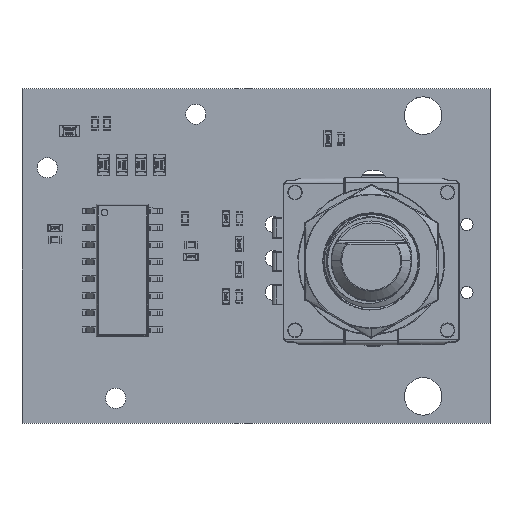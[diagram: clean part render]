
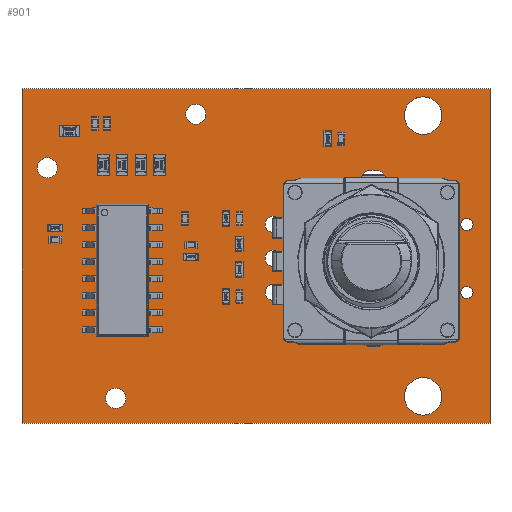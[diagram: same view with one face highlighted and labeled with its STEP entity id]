
A CAD part, top view. The second image highlights one B-rep face of the part: STEP entity #901.
In plain terms, the highlighted planar face has unit normal (0, 0, 1).
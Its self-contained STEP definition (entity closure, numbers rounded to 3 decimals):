
#144 = VERTEX_POINT('',#145);
#145 = CARTESIAN_POINT('',(0.,0.,1.006));
#151 = EDGE_CURVE('',#144,#152,#154,.T.);
#152 = VERTEX_POINT('',#153);
#153 = CARTESIAN_POINT('',(35.,0.,1.006));
#154 = LINE('',#155,#156);
#155 = CARTESIAN_POINT('',(0.,0.,1.006));
#156 = VECTOR('',#157,1.);
#157 = DIRECTION('',(1.,0.,0.));
#182 = EDGE_CURVE('',#152,#183,#185,.T.);
#183 = VERTEX_POINT('',#184);
#184 = CARTESIAN_POINT('',(35.,25.,1.006));
#185 = LINE('',#186,#187);
#186 = CARTESIAN_POINT('',(35.,0.,1.006));
#187 = VECTOR('',#188,1.);
#188 = DIRECTION('',(0.,1.,0.));
#213 = EDGE_CURVE('',#183,#214,#216,.T.);
#214 = VERTEX_POINT('',#215);
#215 = CARTESIAN_POINT('',(0.,25.,1.006));
#216 = LINE('',#217,#218);
#217 = CARTESIAN_POINT('',(35.,25.,1.006));
#218 = VECTOR('',#219,1.);
#219 = DIRECTION('',(-1.,0.,0.));
#244 = EDGE_CURVE('',#214,#144,#245,.T.);
#245 = LINE('',#246,#247);
#246 = CARTESIAN_POINT('',(0.,25.,1.006));
#247 = VECTOR('',#248,1.);
#248 = DIRECTION('',(0.,-1.,0.));
#268 = VERTEX_POINT('',#269);
#269 = CARTESIAN_POINT('',(7.75,1.85,1.006));
#275 = EDGE_CURVE('',#268,#268,#276,.T.);
#276 = CIRCLE('',#277,0.75);
#277 = AXIS2_PLACEMENT_3D('',#278,#279,#280);
#278 = CARTESIAN_POINT('',(7.,1.85,1.006));
#279 = DIRECTION('',(0.,0.,1.));
#280 = DIRECTION('',(1.,0.,0.));
#301 = VERTEX_POINT('',#302);
#302 = CARTESIAN_POINT('',(19.374,9.779,1.006));
#308 = EDGE_CURVE('',#301,#301,#309,.T.);
#309 = CIRCLE('',#310,0.6);
#310 = AXIS2_PLACEMENT_3D('',#311,#312,#313);
#311 = CARTESIAN_POINT('',(18.774,9.779,1.006));
#312 = DIRECTION('',(0.,0.,1.));
#313 = DIRECTION('',(1.,0.,0.));
#334 = VERTEX_POINT('',#335);
#335 = CARTESIAN_POINT('',(19.374,12.319,1.006));
#341 = EDGE_CURVE('',#334,#334,#342,.T.);
#342 = CIRCLE('',#343,0.6);
#343 = AXIS2_PLACEMENT_3D('',#344,#345,#346);
#344 = CARTESIAN_POINT('',(18.774,12.319,1.006));
#345 = DIRECTION('',(0.,0.,1.));
#346 = DIRECTION('',(1.,0.,0.));
#367 = VERTEX_POINT('',#368);
#368 = CARTESIAN_POINT('',(2.65,19.1,1.006));
#374 = EDGE_CURVE('',#367,#367,#375,.T.);
#375 = CIRCLE('',#376,0.75);
#376 = AXIS2_PLACEMENT_3D('',#377,#378,#379);
#377 = CARTESIAN_POINT('',(1.9,19.1,1.006));
#378 = DIRECTION('',(0.,0.,1.));
#379 = DIRECTION('',(1.,0.,0.));
#400 = VERTEX_POINT('',#401);
#401 = CARTESIAN_POINT('',(19.374,14.859,1.006));
#407 = EDGE_CURVE('',#400,#400,#408,.T.);
#408 = CIRCLE('',#409,0.6);
#409 = AXIS2_PLACEMENT_3D('',#410,#411,#412);
#410 = CARTESIAN_POINT('',(18.774,14.859,1.006));
#411 = DIRECTION('',(0.,0.,1.));
#412 = DIRECTION('',(1.,0.,0.));
#433 = VERTEX_POINT('',#434);
#434 = CARTESIAN_POINT('',(13.75,23.1,1.006));
#440 = EDGE_CURVE('',#433,#433,#441,.T.);
#441 = CIRCLE('',#442,0.75);
#442 = AXIS2_PLACEMENT_3D('',#443,#444,#445);
#443 = CARTESIAN_POINT('',(13.,23.1,1.006));
#444 = DIRECTION('',(0.,0.,1.));
#445 = DIRECTION('',(1.,0.,0.));
#466 = VERTEX_POINT('',#467);
#467 = CARTESIAN_POINT('',(26.074,5.719,1.006));
#473 = EDGE_CURVE('',#466,#474,#476,.T.);
#474 = VERTEX_POINT('',#475);
#475 = CARTESIAN_POINT('',(26.474,5.719,1.006));
#476 = LINE('',#477,#478);
#477 = CARTESIAN_POINT('',(26.074,5.719,1.006));
#478 = VECTOR('',#479,1.);
#479 = DIRECTION('',(1.,0.,0.));
#504 = EDGE_CURVE('',#474,#505,#507,.T.);
#505 = VERTEX_POINT('',#506);
#506 = CARTESIAN_POINT('',(26.474,7.519,1.006));
#507 = CIRCLE('',#508,0.9);
#508 = AXIS2_PLACEMENT_3D('',#509,#510,#511);
#509 = CARTESIAN_POINT('',(26.474,6.619,1.006));
#510 = DIRECTION('',(0.,0.,1.));
#511 = DIRECTION('',(0.,-1.,0.));
#537 = EDGE_CURVE('',#505,#538,#540,.T.);
#538 = VERTEX_POINT('',#539);
#539 = CARTESIAN_POINT('',(26.074,7.519,1.006));
#540 = LINE('',#541,#542);
#541 = CARTESIAN_POINT('',(26.474,7.519,1.006));
#542 = VECTOR('',#543,1.);
#543 = DIRECTION('',(-1.,0.,0.));
#568 = EDGE_CURVE('',#538,#466,#569,.T.);
#569 = CIRCLE('',#570,0.9);
#570 = AXIS2_PLACEMENT_3D('',#571,#572,#573);
#571 = CARTESIAN_POINT('',(26.074,6.619,1.006));
#572 = DIRECTION('',(0.,0.,1.));
#573 = DIRECTION('',(0.,1.,0.));
#594 = VERTEX_POINT('',#595);
#595 = CARTESIAN_POINT('',(31.4,2.,1.006));
#601 = EDGE_CURVE('',#594,#594,#602,.T.);
#602 = CIRCLE('',#603,1.4);
#603 = AXIS2_PLACEMENT_3D('',#604,#605,#606);
#604 = CARTESIAN_POINT('',(30.,2.,1.006));
#605 = DIRECTION('',(0.,0.,1.));
#606 = DIRECTION('',(1.,0.,0.));
#627 = VERTEX_POINT('',#628);
#628 = CARTESIAN_POINT('',(33.731,9.779,1.006));
#634 = EDGE_CURVE('',#627,#627,#635,.T.);
#635 = CIRCLE('',#636,0.457);
#636 = AXIS2_PLACEMENT_3D('',#637,#638,#639);
#637 = CARTESIAN_POINT('',(33.274,9.779,1.006));
#638 = DIRECTION('',(0.,0.,1.));
#639 = DIRECTION('',(1.,0.,0.));
#660 = VERTEX_POINT('',#661);
#661 = CARTESIAN_POINT('',(26.374,18.919,1.006));
#667 = EDGE_CURVE('',#660,#668,#670,.T.);
#668 = VERTEX_POINT('',#669);
#669 = CARTESIAN_POINT('',(26.174,18.919,1.006));
#670 = LINE('',#671,#672);
#671 = CARTESIAN_POINT('',(26.374,18.919,1.006));
#672 = VECTOR('',#673,1.);
#673 = DIRECTION('',(-1.,0.,0.));
#698 = EDGE_CURVE('',#668,#699,#701,.T.);
#699 = VERTEX_POINT('',#700);
#700 = CARTESIAN_POINT('',(26.174,17.119,1.006));
#701 = CIRCLE('',#702,0.9);
#702 = AXIS2_PLACEMENT_3D('',#703,#704,#705);
#703 = CARTESIAN_POINT('',(26.174,18.019,1.006));
#704 = DIRECTION('',(0.,0.,1.));
#705 = DIRECTION('',(0.,1.,0.));
#731 = EDGE_CURVE('',#699,#732,#734,.T.);
#732 = VERTEX_POINT('',#733);
#733 = CARTESIAN_POINT('',(26.374,17.119,1.006));
#734 = LINE('',#735,#736);
#735 = CARTESIAN_POINT('',(26.174,17.119,1.006));
#736 = VECTOR('',#737,1.);
#737 = DIRECTION('',(1.,0.,0.));
#762 = EDGE_CURVE('',#732,#660,#763,.T.);
#763 = CIRCLE('',#764,0.9);
#764 = AXIS2_PLACEMENT_3D('',#765,#766,#767);
#765 = CARTESIAN_POINT('',(26.374,18.019,1.006));
#766 = DIRECTION('',(0.,0.,1.));
#767 = DIRECTION('',(0.,-1.,0.));
#788 = VERTEX_POINT('',#789);
#789 = CARTESIAN_POINT('',(33.731,14.859,1.006));
#795 = EDGE_CURVE('',#788,#788,#796,.T.);
#796 = CIRCLE('',#797,0.457);
#797 = AXIS2_PLACEMENT_3D('',#798,#799,#800);
#798 = CARTESIAN_POINT('',(33.274,14.859,1.006));
#799 = DIRECTION('',(0.,0.,1.));
#800 = DIRECTION('',(1.,0.,0.));
#821 = VERTEX_POINT('',#822);
#822 = CARTESIAN_POINT('',(31.4,23.,1.006));
#828 = EDGE_CURVE('',#821,#821,#829,.T.);
#829 = CIRCLE('',#830,1.4);
#830 = AXIS2_PLACEMENT_3D('',#831,#832,#833);
#831 = CARTESIAN_POINT('',(30.,23.,1.006));
#832 = DIRECTION('',(0.,0.,1.));
#833 = DIRECTION('',(1.,0.,0.));
#901 = ADVANCED_FACE('',(#902,#908,#911,#914,#917,#920,#923,#926,#932,
    #935,#938,#944,#947),#950,.F.);
#902 = FACE_BOUND('',#903,.T.);
#903 = EDGE_LOOP('',(#904,#905,#906,#907));
#904 = ORIENTED_EDGE('',*,*,#151,.T.);
#905 = ORIENTED_EDGE('',*,*,#182,.T.);
#906 = ORIENTED_EDGE('',*,*,#213,.T.);
#907 = ORIENTED_EDGE('',*,*,#244,.T.);
#908 = FACE_BOUND('',#909,.F.);
#909 = EDGE_LOOP('',(#910));
#910 = ORIENTED_EDGE('',*,*,#275,.T.);
#911 = FACE_BOUND('',#912,.F.);
#912 = EDGE_LOOP('',(#913));
#913 = ORIENTED_EDGE('',*,*,#308,.T.);
#914 = FACE_BOUND('',#915,.F.);
#915 = EDGE_LOOP('',(#916));
#916 = ORIENTED_EDGE('',*,*,#341,.T.);
#917 = FACE_BOUND('',#918,.F.);
#918 = EDGE_LOOP('',(#919));
#919 = ORIENTED_EDGE('',*,*,#374,.T.);
#920 = FACE_BOUND('',#921,.F.);
#921 = EDGE_LOOP('',(#922));
#922 = ORIENTED_EDGE('',*,*,#407,.T.);
#923 = FACE_BOUND('',#924,.F.);
#924 = EDGE_LOOP('',(#925));
#925 = ORIENTED_EDGE('',*,*,#440,.T.);
#926 = FACE_BOUND('',#927,.F.);
#927 = EDGE_LOOP('',(#928,#929,#930,#931));
#928 = ORIENTED_EDGE('',*,*,#473,.T.);
#929 = ORIENTED_EDGE('',*,*,#504,.T.);
#930 = ORIENTED_EDGE('',*,*,#537,.T.);
#931 = ORIENTED_EDGE('',*,*,#568,.T.);
#932 = FACE_BOUND('',#933,.F.);
#933 = EDGE_LOOP('',(#934));
#934 = ORIENTED_EDGE('',*,*,#601,.T.);
#935 = FACE_BOUND('',#936,.F.);
#936 = EDGE_LOOP('',(#937));
#937 = ORIENTED_EDGE('',*,*,#634,.T.);
#938 = FACE_BOUND('',#939,.F.);
#939 = EDGE_LOOP('',(#940,#941,#942,#943));
#940 = ORIENTED_EDGE('',*,*,#667,.T.);
#941 = ORIENTED_EDGE('',*,*,#698,.T.);
#942 = ORIENTED_EDGE('',*,*,#731,.T.);
#943 = ORIENTED_EDGE('',*,*,#762,.T.);
#944 = FACE_BOUND('',#945,.F.);
#945 = EDGE_LOOP('',(#946));
#946 = ORIENTED_EDGE('',*,*,#795,.T.);
#947 = FACE_BOUND('',#948,.F.);
#948 = EDGE_LOOP('',(#949));
#949 = ORIENTED_EDGE('',*,*,#828,.T.);
#950 = PLANE('',#951);
#951 = AXIS2_PLACEMENT_3D('',#952,#953,#954);
#952 = CARTESIAN_POINT('',(0.,0.,1.006));
#953 = DIRECTION('',(0.,0.,-1.));
#954 = DIRECTION('',(-1.,0.,0.));
